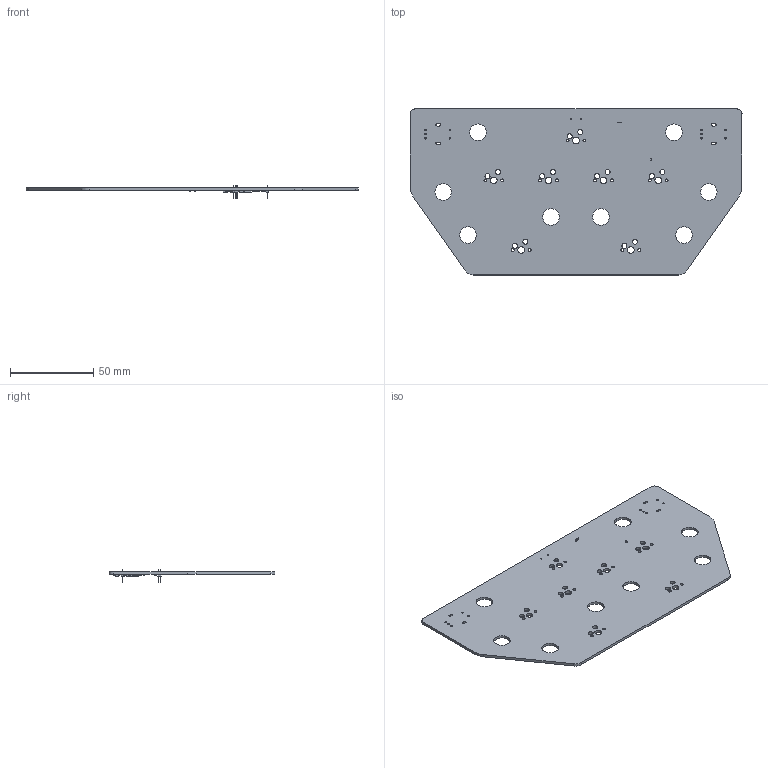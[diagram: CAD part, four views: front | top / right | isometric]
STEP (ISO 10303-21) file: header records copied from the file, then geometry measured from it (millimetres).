
FILE_DESCRIPTION(('KiCad electronic assembly'),'2;1');
FILE_NAME('PH-AC.step','2024-07-25T01:56:41',('Pcbnew'),('Kicad'), 'Open CASCADE STEP processor 7.8','KiCad to STEP converter','Unknown' );
FILE_SCHEMA(('AUTOMOTIVE_DESIGN { 1 0 10303 214 1 1 1 1 }'));
Length unit declared in the file: millimetre
Products named in the file (20): PH-AC 1; C_0402_1005Metric; R_0402_1005Metric; Crystal_SMD_3225-4Pin_3.2x2.5mm; QFN-56-1EP_7x7mm_P0.4mm_EP3.2x3.2mm; QFN_56_1EP_7x7mm_P04mm_EP32x32mm; C_0805_2012Metric; LED_1206_3216Metric; PinHeader_1x02_P1.00mm_Vertical; PinHeader_1x02_P100mm_Vertical; PinHeader_1x03_P1.00mm_Vertical; PinHeader_1x03_P100mm_Vertical; D_SOD-123F; D_SOD_123F; _autosave-PH-AC_PCB
Assembly tree (50 placements, depth 3):
  PH-AC 1
    C_0402_1005Metric  x17
      C_0402_1005Metric
    R_0402_1005Metric  x15
      R_0402_1005Metric
    Crystal_SMD_3225-4Pin_3.2x2.5mm
      Crystal_SMD_3225-4Pin_3.2x2.5mm
    QFN-56-1EP_7x7mm_P0.4mm_EP3.2x3.2mm
      QFN_56_1EP_7x7mm_P04mm_EP32x32mm
    C_0805_2012Metric  x2
      C_0805_2012Metric
    LED_1206_3216Metric
      LED_1206_3216Metric
    PinHeader_1x02_P1.00mm_Vertical
      PinHeader_1x02_P100mm_Vertical
    PinHeader_1x03_P1.00mm_Vertical
      PinHeader_1x03_P100mm_Vertical
    D_SOD-123F
      D_SOD_123F
    _autosave-PH-AC_PCB
Bounding box: 200 x 100 x 7.8 mm (x, y, z)
Volume: 27862.3 mm3; surface area: 36956 mm2
Topology: 41 solids, 41 shells, 1595 faces, 4257 edges, 2798 vertices
Faces by surface type: plane 1142, cylinder 443, bspline 10
Full cylindrical faces by diameter (mm): 0.4 x1, 0.5 x5, 0.65 x2, 1 x10, 1.75 x14, 3.05 x14, 4 x7, 10 x8
Entity records: 26815 total; most frequent: CARTESIAN_POINT 4307, ORIENTED_EDGE 4162, DIRECTION 3915, EDGE_CURVE 2081, LINE 1815, VECTOR 1815, VERTEX_POINT 1366, AXIS2_PLACEMENT_3D 1050
